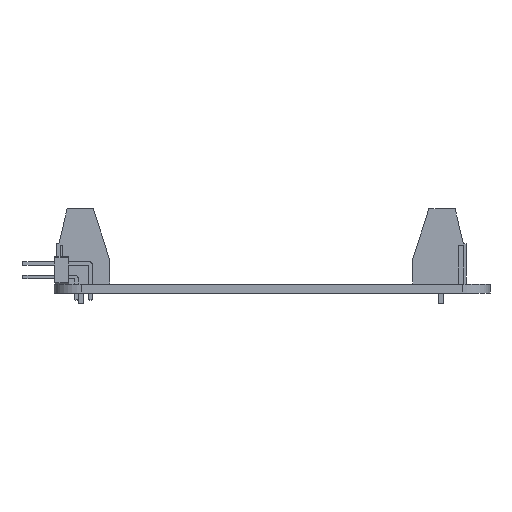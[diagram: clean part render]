
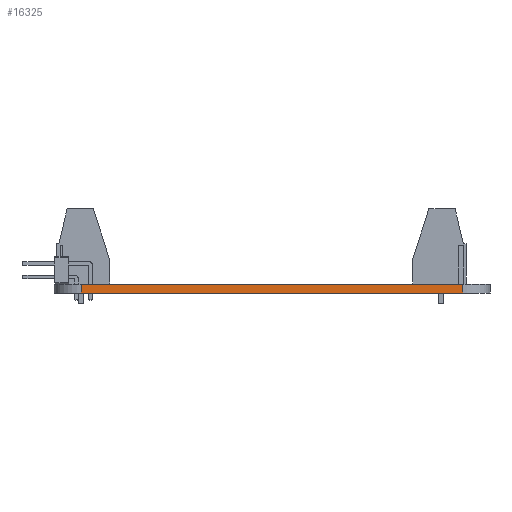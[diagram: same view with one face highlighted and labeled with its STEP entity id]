
A CAD part, front view. The second image highlights one B-rep face of the part: STEP entity #16325.
In plain terms, the highlighted planar face has unit normal (0, -1, 0).
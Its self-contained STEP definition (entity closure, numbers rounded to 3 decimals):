
#1270=FACE_OUTER_BOUND('',#2278,.T.);
#2278=EDGE_LOOP('',(#13719,#13720,#13721,#13722));
#4202=LINE('',#25580,#6140);
#4213=LINE('',#25692,#6151);
#4215=LINE('',#25771,#6153);
#4217=LINE('',#25775,#6155);
#6140=VECTOR('',#21206,1.);
#6151=VECTOR('',#21309,1.);
#6153=VECTOR('',#21391,1.);
#6155=VECTOR('',#21397,1.);
#7433=VERTEX_POINT('',#25577);
#7434=VERTEX_POINT('',#25579);
#7488=VERTEX_POINT('',#25689);
#7489=VERTEX_POINT('',#25691);
#9509=EDGE_CURVE('',#7433,#7434,#4202,.T.);
#9565=EDGE_CURVE('',#7489,#7488,#4213,.T.);
#9605=EDGE_CURVE('',#7433,#7489,#4215,.T.);
#9607=EDGE_CURVE('',#7434,#7488,#4217,.T.);
#13719=ORIENTED_EDGE('',*,*,#9605,.T.);
#13720=ORIENTED_EDGE('',*,*,#9565,.T.);
#13721=ORIENTED_EDGE('',*,*,#9607,.F.);
#13722=ORIENTED_EDGE('',*,*,#9509,.F.);
#14683=PLANE('',#17422);
#16325=ADVANCED_FACE('',(#1270),#14683,.T.);
#17422=AXIS2_PLACEMENT_3D('',#25774,#21395,#21396);
#21206=DIRECTION('',(-1.,0.,0.));
#21309=DIRECTION('',(-1.,0.,0.));
#21391=DIRECTION('',(0.,0.,1.));
#21395=DIRECTION('center_axis',(0.,-1.,0.));
#21396=DIRECTION('ref_axis',(-1.,0.,0.));
#21397=DIRECTION('',(0.,0.,1.));
#25577=CARTESIAN_POINT('',(75.,0.,0.));
#25579=CARTESIAN_POINT('',(5.,0.,0.));
#25580=CARTESIAN_POINT('',(75.,0.,0.));
#25689=CARTESIAN_POINT('',(5.,0.,1.6));
#25691=CARTESIAN_POINT('',(75.,0.,1.6));
#25692=CARTESIAN_POINT('',(75.,0.,1.6));
#25771=CARTESIAN_POINT('',(75.,0.,0.));
#25774=CARTESIAN_POINT('Origin',(75.,0.,0.));
#25775=CARTESIAN_POINT('',(5.,0.,0.));
